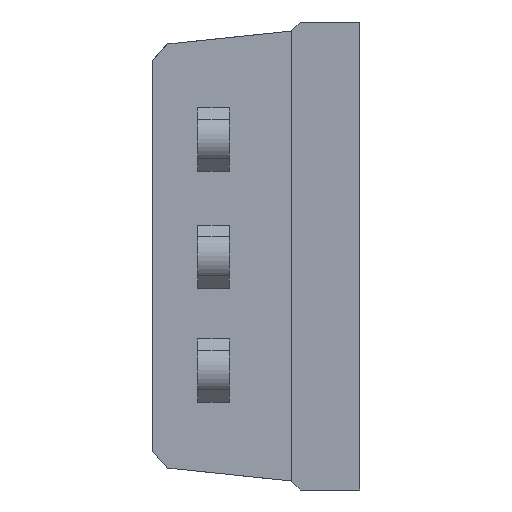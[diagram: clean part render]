
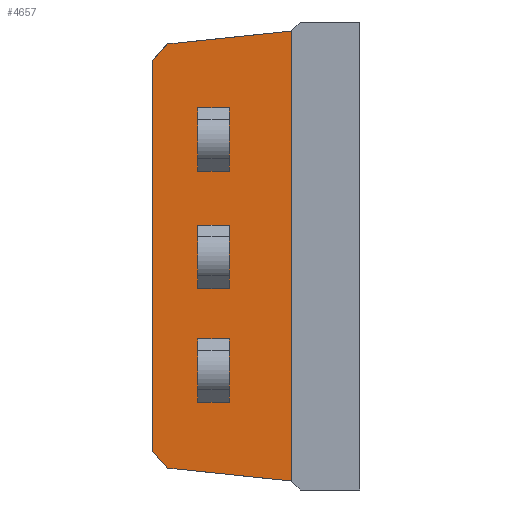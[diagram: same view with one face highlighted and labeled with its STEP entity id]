
A CAD part, left-side view. The second image highlights one B-rep face of the part: STEP entity #4657.
In plain terms, the highlighted planar face has unit normal (-0.999, 0.035, 0).
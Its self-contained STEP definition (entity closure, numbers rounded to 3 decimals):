
#680=FACE_OUTER_BOUND('',#946,.T.);
#946=EDGE_LOOP('',(#4204,#4205,#4206,#4207,#4208,#4209));
#1343=LINE('',#8896,#1759);
#1358=LINE('',#8941,#1774);
#1359=LINE('',#8955,#1775);
#1360=LINE('',#8957,#1776);
#1361=LINE('',#8959,#1777);
#1362=LINE('',#8960,#1778);
#1759=VECTOR('',#5444,10.);
#1774=VECTOR('',#5477,10.);
#1775=VECTOR('',#5486,10.);
#1776=VECTOR('',#5487,10.);
#1777=VECTOR('',#5488,10.);
#1778=VECTOR('',#5489,10.);
#2220=VERTEX_POINT('',#8893);
#2221=VERTEX_POINT('',#8895);
#2235=VERTEX_POINT('',#8939);
#2237=VERTEX_POINT('',#8954);
#2238=VERTEX_POINT('',#8956);
#2239=VERTEX_POINT('',#8958);
#2878=EDGE_CURVE('',#2220,#2221,#1343,.F.);
#2897=EDGE_CURVE('',#2235,#2220,#1358,.T.);
#2901=EDGE_CURVE('',#2237,#2235,#1359,.F.);
#2902=EDGE_CURVE('',#2238,#2237,#1360,.T.);
#2903=EDGE_CURVE('',#2238,#2239,#1361,.T.);
#2904=EDGE_CURVE('',#2221,#2239,#1362,.T.);
#4204=ORIENTED_EDGE('',*,*,#2897,.F.);
#4205=ORIENTED_EDGE('',*,*,#2901,.F.);
#4206=ORIENTED_EDGE('',*,*,#2902,.F.);
#4207=ORIENTED_EDGE('',*,*,#2903,.T.);
#4208=ORIENTED_EDGE('',*,*,#2904,.F.);
#4209=ORIENTED_EDGE('',*,*,#2878,.F.);
#4408=PLANE('',#4817);
#4657=ADVANCED_FACE('',(#680),#4408,.T.);
#4817=AXIS2_PLACEMENT_3D('',#8953,#5484,#5485);
#5444=DIRECTION('',(0.,0.,-1.));
#5477=DIRECTION('',(0.023,0.669,0.743));
#5484=DIRECTION('center_axis',(-0.999,0.035,0.));
#5485=DIRECTION('ref_axis',(0.,0.,1.));
#5486=DIRECTION('',(-0.035,-0.994,-0.104));
#5487=DIRECTION('',(0.,0.,-1.));
#5488=DIRECTION('',(0.035,0.994,-0.104));
#5489=DIRECTION('',(-0.023,-0.669,0.743));
#8893=CARTESIAN_POINT('',(-8.038,4.62,-14.969));
#8895=CARTESIAN_POINT('',(-8.038,4.62,-6.226));
#8896=CARTESIAN_POINT('',(-8.038,4.62,-12.998));
#8939=CARTESIAN_POINT('',(-8.05,4.297,-15.327));
#8941=CARTESIAN_POINT('',(-8.07,3.708,-15.982));
#8953=CARTESIAN_POINT('Origin',(-8.147,1.52,-15.619));
#8954=CARTESIAN_POINT('',(-8.147,1.52,-15.619));
#8955=CARTESIAN_POINT('',(-8.145,1.556,-15.616));
#8956=CARTESIAN_POINT('',(-8.147,1.52,-5.576));
#8957=CARTESIAN_POINT('',(-8.147,1.52,-13.208));
#8958=CARTESIAN_POINT('',(-8.05,4.297,-5.867));
#8959=CARTESIAN_POINT('',(-8.129,2.041,-5.63));
#8960=CARTESIAN_POINT('',(-7.983,6.196,-7.976));
